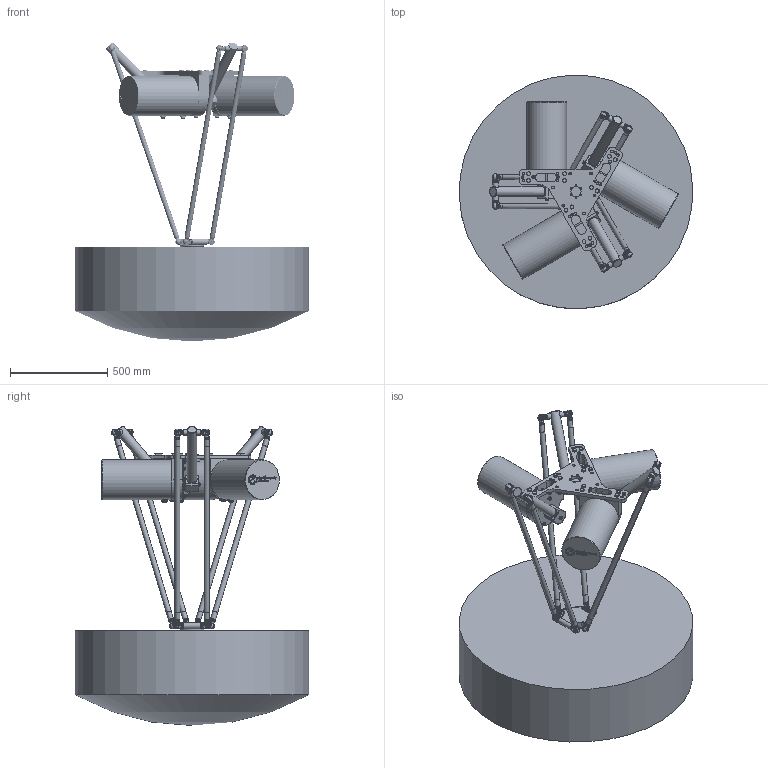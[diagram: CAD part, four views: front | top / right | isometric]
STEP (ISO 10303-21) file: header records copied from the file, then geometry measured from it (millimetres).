
FILE_DESCRIPTION(/* description */ ('Norm.iam Teamplte','CAx-IF Rec.Pracs.---Representation and Presentation of Product Manufacturing Information (PMI)---3.8---2014-02-18'),/* implementation_level */ '2;1');
FILE_NAME(/* name */ '3D-model_A_00709.stp',/* time_stamp */ '2022-12-12T16:36:00+01:00',/* author */ ('enrico.reif'),/* organization */ (''),/* preprocessor_version */ 'ST-DEVELOPER v16.5',/* originating_system */ 'Autodesk Inventor 2017',/* authorisation */ '');
FILE_SCHEMA (('AP242_MANAGED_MODEL_BASED_3D_ENGINEERING_MIM_LF { 1 0 10303 442 1 1 4 }'));
Products named in the file (7): A_00709_DUMMY HHD DELTA Robotermechanik RL4-1200-3kg; MT_WST00108830; MT_WST00109047 Achse Dummy; MT_WST00112980 Dummy Kopfplatte; MT_BGR00106076 Werkzeugträger; MT_BGR00106077 Unterarm; MT_WST00113253 Dummy Oberarm
Assembly tree (18 placements, depth 2):
  A_00709_DUMMY HHD DELTA Robotermechanik RL4-1200-3kg
    MT_WST00108830
    MT_WST00109047 Achse Dummy  x6
    MT_WST00112980 Dummy Kopfplatte
    MT_BGR00106076 Werkzeugträger
    MT_BGR00106077 Unterarm  x6
    MT_WST00113253 Dummy Oberarm  x3
Bounding box: 1199.4 x 1199.4 x 1534.4 mm (x, y, z)
Volume: 514102525 mm3; surface area: 5887382.3 mm2
Topology: 18 solids, 75 shells, 3160 faces, 7550 edges, 4879 vertices
Faces by surface type: plane 1426, cylinder 843, torus 325, bspline 309, cone 244, sphere 13
Full cylindrical faces by diameter (mm): 6 x60, 6.647 x6, 7 x6, 8 x22, 8.1 x3, 10 x3, 10.106 x6, 11 x30, 12 x1, 13.5 x12, 16 x60, 16.9 x27, 17.2 x12, 18 x6, 22 x6, 22.92 x12, 23.5 x12, 24.4 x12, 25.4 x6, 28 x6, 30 x3, 49 x3, 50 x3, 52 x1, 63 x4, 67 x6, 82 x1, 125 x1, 204 x3, 1200 x1
Entity records: 76271 total; most frequent: CARTESIAN_POINT 28566, ORIENTED_EDGE 9384, DIRECTION 9025, EDGE_CURVE 4692, AXIS2_PLACEMENT_3D 3320, VERTEX_POINT 3215, EDGE_LOOP 2727, LINE 2385
